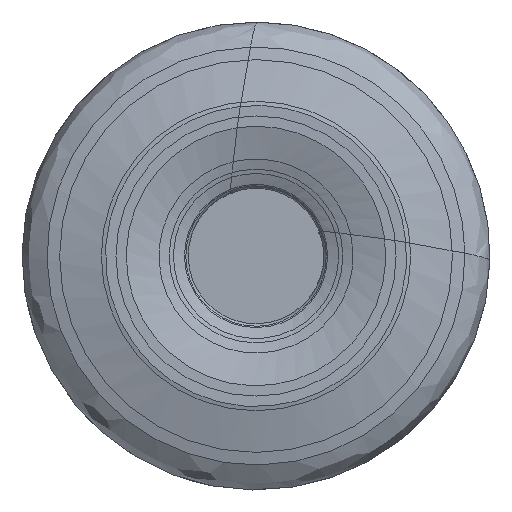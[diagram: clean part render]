
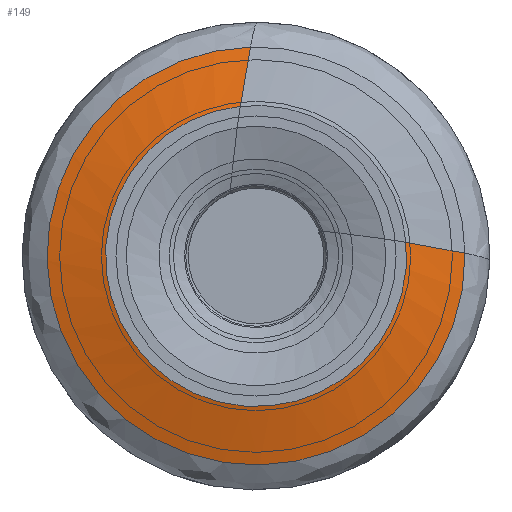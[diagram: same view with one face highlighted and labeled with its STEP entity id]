
A CAD part, left-side view. The second image highlights one B-rep face of the part: STEP entity #149.
In plain terms, the highlighted free-form (B-spline) face has degree [1, 3] with [2, 7] control points.
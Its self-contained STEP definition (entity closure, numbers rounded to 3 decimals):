
#149=ADVANCED_FACE('',(#262),#214,.F.);
#214=(
BOUNDED_SURFACE()
B_SPLINE_SURFACE(1,3,((#1708,#1709,#1710,#1711,#1712,#1713,#1714),(#1715,
#1716,#1717,#1718,#1719,#1720,#1721)),.UNSPECIFIED.,.F.,.F.,.F.)
B_SPLINE_SURFACE_WITH_KNOTS((2,2),(4,3,4),(0.,1.),(0.,0.5,1.),
 .UNSPECIFIED.)
GEOMETRIC_REPRESENTATION_ITEM()
RATIONAL_B_SPLINE_SURFACE(((1.,0.591,0.591,1.,0.591,
0.591,1.),(1.,0.591,0.591,1.,0.591,
0.591,1.)))
REPRESENTATION_ITEM('')
SURFACE()
);
#262=FACE_OUTER_BOUND('',#312,.T.);
#312=EDGE_LOOP('',(#516,#517,#518,#519));
#393=CIRCLE('',#930,5.147);
#394=CIRCLE('',#931,7.145);
#516=ORIENTED_EDGE('',*,*,#784,.F.);
#517=ORIENTED_EDGE('',*,*,#785,.T.);
#518=ORIENTED_EDGE('',*,*,#781,.T.);
#519=ORIENTED_EDGE('',*,*,#786,.T.);
#698=VERTEX_POINT('',#1685);
#699=VERTEX_POINT('',#1686);
#700=VERTEX_POINT('',#1704);
#701=VERTEX_POINT('',#1705);
#781=EDGE_CURVE('',#698,#699,#393,.T.);
#784=EDGE_CURVE('',#700,#701,#394,.T.);
#785=EDGE_CURVE('',#700,#698,#858,.T.);
#786=EDGE_CURVE('',#699,#701,#859,.T.);
#858=LINE('',#1706,#886);
#859=LINE('',#1707,#887);
#886=VECTOR('',#1091,1.);
#887=VECTOR('',#1092,1.);
#930=AXIS2_PLACEMENT_3D('',#1684,#1085,#1086);
#931=AXIS2_PLACEMENT_3D('',#1703,#1089,#1090);
#1085=DIRECTION('',(1.,0.,0.));
#1086=DIRECTION('',(0.,-0.996,0.091));
#1089=DIRECTION('',(1.,0.,0.));
#1090=DIRECTION('',(0.,-1.,0.013));
#1091=DIRECTION('',(-0.249,0.952,0.177));
#1092=DIRECTION('',(0.249,-0.165,0.954));
#1684=CARTESIAN_POINT('',(0.,0.,0.));
#1685=CARTESIAN_POINT('',(0.,-5.126,0.47));
#1686=CARTESIAN_POINT('',(0.,0.538,5.119));
#1703=CARTESIAN_POINT('',(0.528,0.,0.));
#1704=CARTESIAN_POINT('',(0.528,-7.145,0.094));
#1705=CARTESIAN_POINT('',(0.528,0.189,7.143));
#1706=CARTESIAN_POINT('',(0.,-5.126,0.47));
#1707=CARTESIAN_POINT('',(0.,0.538,5.119));
#1708=CARTESIAN_POINT('',(0.,-5.126,0.47));
#1709=CARTESIAN_POINT('',(0.,-5.615,-4.869));
#1710=CARTESIAN_POINT('',(0.,-0.878,-7.38));
#1711=CARTESIAN_POINT('',(0.,3.266,-3.979));
#1712=CARTESIAN_POINT('',(0.,7.41,-0.577));
#1713=CARTESIAN_POINT('',(0.,5.87,4.558));
#1714=CARTESIAN_POINT('',(0.,0.538,5.119));
#1715=CARTESIAN_POINT('',(0.528,-7.145,0.094));
#1716=CARTESIAN_POINT('',(0.528,-7.243,-7.348));
#1717=CARTESIAN_POINT('',(0.528,-0.415,-10.309));
#1718=CARTESIAN_POINT('',(0.528,4.951,-5.152));
#1719=CARTESIAN_POINT('',(0.528,10.317,0.006));
#1720=CARTESIAN_POINT('',(0.528,7.629,6.946));
#1721=CARTESIAN_POINT('',(0.528,0.189,7.143));
